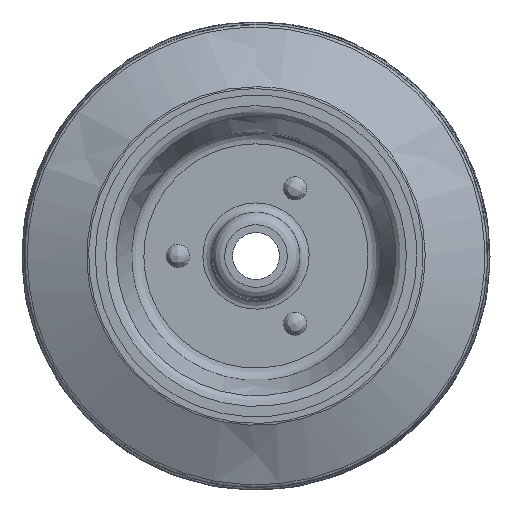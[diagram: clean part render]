
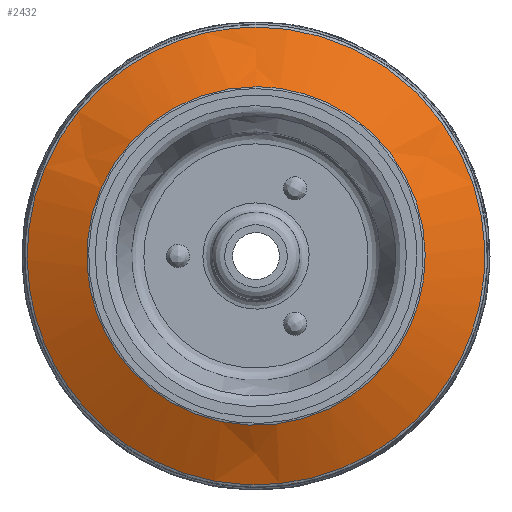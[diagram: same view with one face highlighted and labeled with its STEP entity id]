
A CAD part, left-side view. The second image highlights one B-rep face of the part: STEP entity #2432.
In plain terms, the highlighted free-form (B-spline) face has degree [2, 2] with [9, 3] control points.
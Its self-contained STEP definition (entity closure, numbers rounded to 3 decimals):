
#1424 = EDGE_CURVE('',#1425,#1425,#1427,.T.);
#1425 = VERTEX_POINT('',#1426);
#1426 = CARTESIAN_POINT('',(-16.142,0.,
    44.135));
#1427 = ( BOUNDED_CURVE() B_SPLINE_CURVE(2,(#1428,#1429,#1430,#1431,
#1432,#1433,#1434),.UNSPECIFIED.,.T.,.F.) B_SPLINE_CURVE_WITH_KNOTS((3,2
    ,2,3),(1.571,3.665,5.76,7.854),
.PIECEWISE_BEZIER_KNOTS.) CURVE() GEOMETRIC_REPRESENTATION_ITEM() 
RATIONAL_B_SPLINE_CURVE((1.,0.5,1.,0.5,1.,0.5,1.)) REPRESENTATION_ITEM(
  '') );
#1428 = CARTESIAN_POINT('',(-16.142,0.,
    44.135));
#1429 = CARTESIAN_POINT('',(-16.142,76.444,44.135
    ));
#1430 = CARTESIAN_POINT('',(-16.142,38.222,
    -22.068));
#1431 = CARTESIAN_POINT('',(-16.142,0.,
    -88.27));
#1432 = CARTESIAN_POINT('',(-16.142,-38.222,
    -22.068));
#1433 = CARTESIAN_POINT('',(-16.142,-76.444,
    44.135));
#1434 = CARTESIAN_POINT('',(-16.142,0.,
    44.135));
#1522 = VERTEX_POINT('',#1523);
#1523 = CARTESIAN_POINT('',(-8.8,0.,
    59.685));
#1529 = EDGE_CURVE('',#1522,#1522,#1530,.T.);
#1530 = ( BOUNDED_CURVE() B_SPLINE_CURVE(2,(#1531,#1532,#1533,#1534,
#1535,#1536,#1537),.UNSPECIFIED.,.T.,.F.) B_SPLINE_CURVE_WITH_KNOTS((3,2
    ,2,3),(4.712,6.807,8.901,10.996)
,.PIECEWISE_BEZIER_KNOTS.) CURVE() GEOMETRIC_REPRESENTATION_ITEM() 
RATIONAL_B_SPLINE_CURVE((1.,0.5,1.,0.5,1.,0.5,1.)) REPRESENTATION_ITEM(
  '') );
#1531 = CARTESIAN_POINT('',(-8.8,0.,
    59.685));
#1532 = CARTESIAN_POINT('',(-8.8,-103.378,
    59.685));
#1533 = CARTESIAN_POINT('',(-8.8,-51.689,
    -29.843));
#1534 = CARTESIAN_POINT('',(-8.8,0.,
    -119.37));
#1535 = CARTESIAN_POINT('',(-8.8,51.689,
    -29.843));
#1536 = CARTESIAN_POINT('',(-8.8,103.378,
    59.685));
#1537 = CARTESIAN_POINT('',(-8.8,0.,
    59.685));
#2432 = ADVANCED_FACE('',(#2433),#2444,.F.);
#2433 = FACE_BOUND('',#2434,.F.);
#2434 = EDGE_LOOP('',(#2435,#2441,#2442,#2443));
#2435 = ORIENTED_EDGE('',*,*,#2436,.T.);
#2436 = EDGE_CURVE('',#1425,#1522,#2437,.T.);
#2437 = ( BOUNDED_CURVE() B_SPLINE_CURVE(2,(#2438,#2439,#2440),
.UNSPECIFIED.,.F.,.F.) B_SPLINE_CURVE_WITH_KNOTS((3,3),(4.091,
4.451),.PIECEWISE_BEZIER_KNOTS.) CURVE() 
GEOMETRIC_REPRESENTATION_ITEM() RATIONAL_B_SPLINE_CURVE((1.,
0.984,1.)) REPRESENTATION_ITEM('') );
#2438 = CARTESIAN_POINT('',(-16.142,0.,
    44.135));
#2439 = CARTESIAN_POINT('',(-11.057,0.,
    51.243));
#2440 = CARTESIAN_POINT('',(-8.8,0.,
    59.685));
#2441 = ORIENTED_EDGE('',*,*,#1529,.T.);
#2442 = ORIENTED_EDGE('',*,*,#2436,.F.);
#2443 = ORIENTED_EDGE('',*,*,#1424,.T.);
#2444 = ( BOUNDED_SURFACE() B_SPLINE_SURFACE(2,2,(
    (#2445,#2446,#2447)
    ,(#2448,#2449,#2450)
    ,(#2451,#2452,#2453)
    ,(#2454,#2455,#2456)
    ,(#2457,#2458,#2459)
    ,(#2460,#2461,#2462)
    ,(#2463,#2464,#2465)
    ,(#2466,#2467,#2468)
    ,(#2469,#2470,#2471
)),.UNSPECIFIED.,.T.,.F.,.F.) B_SPLINE_SURFACE_WITH_KNOTS((3,2,2,2,3),(3
    ,3),(-3.142,-2.094,0.,2.094,3.142)
  ,(1.832,2.192),.UNSPECIFIED.) 
GEOMETRIC_REPRESENTATION_ITEM() RATIONAL_B_SPLINE_SURFACE((
    (0.75,0.738,0.75)
    ,(0.75,0.738,0.75)
    ,(1.,0.984,1.)
    ,(0.5,0.492,0.5)
    ,(1.,0.984,1.)
    ,(0.5,0.492,0.5)
    ,(1.,0.984,1.)
    ,(0.75,0.738,0.75)
,(0.75,0.738,0.75))) REPRESENTATION_ITEM('') SURFACE() );
#2445 = CARTESIAN_POINT('',(-8.8,0.,
    59.685));
#2446 = CARTESIAN_POINT('',(-11.057,0.,
    51.243));
#2447 = CARTESIAN_POINT('',(-16.142,0.,44.135));
#2448 = CARTESIAN_POINT('',(-8.8,-34.459,
    59.685));
#2449 = CARTESIAN_POINT('',(-11.057,-29.585,
    51.243));
#2450 = CARTESIAN_POINT('',(-16.142,-25.481,
    44.135));
#2451 = CARTESIAN_POINT('',(-8.8,-51.689,
    29.843));
#2452 = CARTESIAN_POINT('',(-11.057,-44.378,
    25.621));
#2453 = CARTESIAN_POINT('',(-16.142,-38.222,
    22.068));
#2454 = CARTESIAN_POINT('',(-8.8,-103.378,
    -59.685));
#2455 = CARTESIAN_POINT('',(-11.057,-88.755,
    -51.243));
#2456 = CARTESIAN_POINT('',(-16.142,-76.444,
    -44.135));
#2457 = CARTESIAN_POINT('',(-8.8,0.,-59.685));
#2458 = CARTESIAN_POINT('',(-11.057,0.,-51.243));
#2459 = CARTESIAN_POINT('',(-16.142,0.,-44.135));
#2460 = CARTESIAN_POINT('',(-8.8,103.378,
    -59.685));
#2461 = CARTESIAN_POINT('',(-11.057,88.755,
    -51.243));
#2462 = CARTESIAN_POINT('',(-16.142,76.444,
    -44.135));
#2463 = CARTESIAN_POINT('',(-8.8,51.689,
    29.843));
#2464 = CARTESIAN_POINT('',(-11.057,44.378,
    25.621));
#2465 = CARTESIAN_POINT('',(-16.142,38.222,22.068
    ));
#2466 = CARTESIAN_POINT('',(-8.8,34.459,
    59.685));
#2467 = CARTESIAN_POINT('',(-11.057,29.585,
    51.243));
#2468 = CARTESIAN_POINT('',(-16.142,25.481,44.135
    ));
#2469 = CARTESIAN_POINT('',(-8.8,0.,
    59.685));
#2470 = CARTESIAN_POINT('',(-11.057,0.,
    51.243));
#2471 = CARTESIAN_POINT('',(-16.142,0.,44.135));
